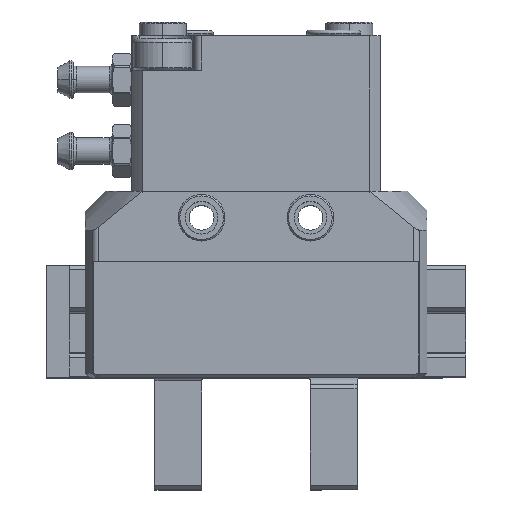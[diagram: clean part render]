
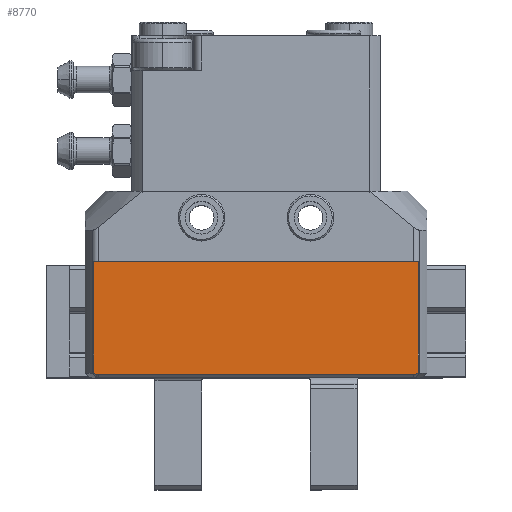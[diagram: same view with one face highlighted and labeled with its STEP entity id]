
A CAD part, top view. The second image highlights one B-rep face of the part: STEP entity #8770.
In plain terms, the highlighted planar face has unit normal (0, 0, 1).
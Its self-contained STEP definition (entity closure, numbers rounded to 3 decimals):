
#193 = CARTESIAN_POINT ( 'NONE',  ( 10.255, -21.788, 6.4 ) ) ;
#474 = VECTOR ( 'NONE', #17649, 1000. ) ;
#1263 = VERTEX_POINT ( 'NONE', #26269 ) ;
#2188 = CARTESIAN_POINT ( 'NONE',  ( -10.255, -21.788, 6.4 ) ) ;
#2551 = CARTESIAN_POINT ( 'NONE',  ( 10.159, -21.8, 6.4 ) ) ;
#3459 = EDGE_CURVE ( 'NONE', #17278, #7205, #3588, .T. ) ;
#3588 = LINE ( 'NONE', #5038, #4223 ) ;
#3662 = CARTESIAN_POINT ( 'NONE',  ( -10.424, -22., 6.4 ) ) ;
#3681 = CARTESIAN_POINT ( 'NONE',  ( 10.424, -22., 6.4 ) ) ;
#4143 = CARTESIAN_POINT ( 'NONE',  ( 10.424, -14.5, 6.4 ) ) ;
#4223 = VECTOR ( 'NONE', #24703, 1000. ) ;
#4539 = CARTESIAN_POINT ( 'NONE',  ( -10.384, -21.726, 6.4 ) ) ;
#4803 = CARTESIAN_POINT ( 'NONE',  ( 10.384, -21.726, 6.4 ) ) ;
#5038 = CARTESIAN_POINT ( 'NONE',  ( -11., -14.5, 6.4 ) ) ;
#5633 = VERTEX_POINT ( 'NONE', #16630 ) ;
#7205 = VERTEX_POINT ( 'NONE', #26118 ) ;
#7934 = CARTESIAN_POINT ( 'NONE',  ( -11., -21.8, 6.4 ) ) ;
#8116 = CARTESIAN_POINT ( 'NONE',  ( -11., -14.5, 6.4 ) ) ;
#8770 = ADVANCED_FACE ( 'NONE', ( #28412 ), #17484, .F. ) ;
#9833 = VERTEX_POINT ( 'NONE', #23610 ) ;
#10555 = DIRECTION ( 'NONE',  ( 0., 1., 0. ) ) ;
#10942 = VERTEX_POINT ( 'NONE', #22002 ) ;
#13356 = ORIENTED_EDGE ( 'NONE', *, *, #3459, .T. ) ;
#13482 = EDGE_CURVE ( 'NONE', #9833, #5633, #15733, .T. ) ;
#13849 = CARTESIAN_POINT ( 'NONE',  ( -10.159, -21.8, 6.4 ) ) ;
#14189 = EDGE_CURVE ( 'NONE', #1263, #9833, #26066, .T. ) ;
#14201 = CARTESIAN_POINT ( 'NONE',  ( 10.343, -21.751, 6.4 ) ) ;
#15733 = LINE ( 'NONE', #7934, #21923 ) ;
#16547 = CARTESIAN_POINT ( 'NONE',  ( 10.208, -21.8, 6.4 ) ) ;
#16630 = CARTESIAN_POINT ( 'NONE',  ( -10.159, -21.8, 6.4 ) ) ;
#17278 = VERTEX_POINT ( 'NONE', #4143 ) ;
#17484 = PLANE ( 'NONE',  #28432 ) ;
#17564 = ORIENTED_EDGE ( 'NONE', *, *, #13482, .F. ) ;
#17649 = DIRECTION ( 'NONE',  ( 0., -1., 0. ) ) ;
#18542 = CARTESIAN_POINT ( 'NONE',  ( -10.343, -21.751, 6.4 ) ) ;
#18781 = VECTOR ( 'NONE', #27008, 1000. ) ;
#19161 = B_SPLINE_CURVE_WITH_KNOTS ( 'NONE', 3,
 ( #13849, #27784, #2188, #18542, #4539, #20877 ),
 .UNSPECIFIED., .F., .F.,
 ( 4, 2, 4 ),
 ( 0., 0., 0. ),
 .UNSPECIFIED. ) ;
#20067 = EDGE_CURVE ( 'NONE', #17278, #1263, #24538, .T. ) ;
#20774 = EDGE_CURVE ( 'NONE', #5633, #10942, #19161, .T. ) ;
#20877 = CARTESIAN_POINT ( 'NONE',  ( -10.424, -21.7, 6.4 ) ) ;
#21881 = DIRECTION ( 'NONE',  ( -1., 0., 0. ) ) ;
#21923 = VECTOR ( 'NONE', #21881, 1000. ) ;
#22002 = CARTESIAN_POINT ( 'NONE',  ( -10.424, -21.7, 6.4 ) ) ;
#23430 = CARTESIAN_POINT ( 'NONE',  ( 10.424, -21.7, 6.4 ) ) ;
#23610 = CARTESIAN_POINT ( 'NONE',  ( 10.159, -21.8, 6.4 ) ) ;
#24467 = DIRECTION ( 'NONE',  ( 0., 0., -1. ) ) ;
#24538 = LINE ( 'NONE', #3681, #474 ) ;
#24600 = ORIENTED_EDGE ( 'NONE', *, *, #14189, .F. ) ;
#24703 = DIRECTION ( 'NONE',  ( -1., 0., 0. ) ) ;
#24911 = ORIENTED_EDGE ( 'NONE', *, *, #28594, .F. ) ;
#24932 = LINE ( 'NONE', #3662, #18781 ) ;
#25565 = EDGE_LOOP ( 'NONE', ( #29730, #17564, #24600, #25593, #13356, #24911 ) ) ;
#25593 = ORIENTED_EDGE ( 'NONE', *, *, #20067, .F. ) ;
#26066 = B_SPLINE_CURVE_WITH_KNOTS ( 'NONE', 3,
 ( #23430, #4803, #14201, #193, #16547, #2551 ),
 .UNSPECIFIED., .F., .F.,
 ( 4, 2, 4 ),
 ( 0., 0., 0. ),
 .UNSPECIFIED. ) ;
#26118 = CARTESIAN_POINT ( 'NONE',  ( -10.424, -14.5, 6.4 ) ) ;
#26269 = CARTESIAN_POINT ( 'NONE',  ( 10.424, -21.7, 6.4 ) ) ;
#27008 = DIRECTION ( 'NONE',  ( 0., 1., 0. ) ) ;
#27784 = CARTESIAN_POINT ( 'NONE',  ( -10.208, -21.8, 6.4 ) ) ;
#28412 = FACE_OUTER_BOUND ( 'NONE', #25565, .T. ) ;
#28432 = AXIS2_PLACEMENT_3D ( 'NONE', #8116, #24467, #10555 ) ;
#28594 = EDGE_CURVE ( 'NONE', #10942, #7205, #24932, .T. ) ;
#29730 = ORIENTED_EDGE ( 'NONE', *, *, #20774, .F. ) ;
